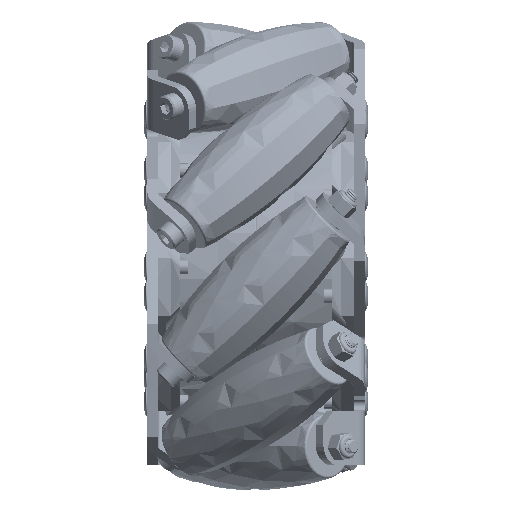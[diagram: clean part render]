
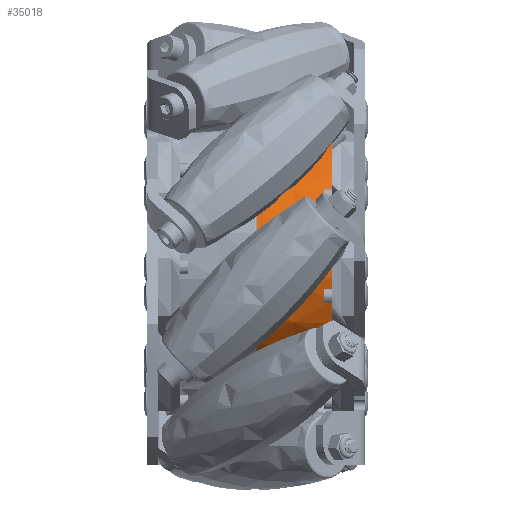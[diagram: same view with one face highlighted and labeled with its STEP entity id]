
A CAD part, front view. The second image highlights one B-rep face of the part: STEP entity #35018.
In plain terms, the highlighted conical face has half-angle 1 degrees and reference radius 28.575 mm.
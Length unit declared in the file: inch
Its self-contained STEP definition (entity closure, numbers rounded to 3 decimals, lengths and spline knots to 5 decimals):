
#2291 = DIRECTION ( 'NONE',  ( -1., 0., 0. ) ) ;
#2391 = CARTESIAN_POINT ( 'NONE',  ( 0.838, 0., -1.125 ) ) ;
#3129 = CARTESIAN_POINT ( 'NONE',  ( 0.19241, 0., 1.13627 ) ) ;
#3136 = ORIENTED_EDGE ( 'NONE', *, *, #28190, .T. ) ;
#3961 = LINE ( 'NONE', #2391, #18598 ) ;
#5352 = CARTESIAN_POINT ( 'NONE',  ( 0.83309, 0., 1.12509 ) ) ;
#7223 = ORIENTED_EDGE ( 'NONE', *, *, #22371, .T. ) ;
#8769 = CARTESIAN_POINT ( 'NONE',  ( 0.838, 0., 1.125 ) ) ;
#11110 = DIRECTION ( 'NONE',  ( 0., 0., -1. ) ) ;
#11714 = DIRECTION ( 'NONE',  ( -1., 0., 0.017 ) ) ;
#12026 = CARTESIAN_POINT ( 'NONE',  ( 0.83309, 0., 0. ) ) ;
#12256 = DIRECTION ( 'NONE',  ( 1., 0., 0. ) ) ;
#12418 = CARTESIAN_POINT ( 'NONE',  ( 0.19241, 0., -1.13627 ) ) ;
#12673 = AXIS2_PLACEMENT_3D ( 'NONE', #28833, #2291, #11110 ) ;
#13346 = VERTEX_POINT ( 'NONE', #3129 ) ;
#14572 = EDGE_LOOP ( 'NONE', ( #3136, #37401, #7223, #32828 ) ) ;
#14955 = DIRECTION ( 'NONE',  ( 0., 0., 1. ) ) ;
#16277 = VERTEX_POINT ( 'NONE', #38045 ) ;
#17644 = CONICAL_SURFACE ( 'NONE', #12673, 1.125, 0.017 ) ;
#18339 = AXIS2_PLACEMENT_3D ( 'NONE', #12026, #32681, #14955 ) ;
#18389 = AXIS2_PLACEMENT_3D ( 'NONE', #29978, #12256, #32915 ) ;
#18598 = VECTOR ( 'NONE', #28921, 39.37008 ) ;
#20491 = VERTEX_POINT ( 'NONE', #5352 ) ;
#22002 = VECTOR ( 'NONE', #11714, 39.37008 ) ;
#22371 = EDGE_CURVE ( 'NONE', #13346, #32599, #33525, .T. ) ;
#22940 = LINE ( 'NONE', #8769, #22002 ) ;
#26492 = FACE_OUTER_BOUND ( 'NONE', #14572, .T. ) ;
#28190 = EDGE_CURVE ( 'NONE', #16277, #20491, #30497, .T. ) ;
#28833 = CARTESIAN_POINT ( 'NONE',  ( 0.838, 0., 0. ) ) ;
#28921 = DIRECTION ( 'NONE',  ( -1., 0., -0.017 ) ) ;
#29978 = CARTESIAN_POINT ( 'NONE',  ( 0.19241, 0., 0. ) ) ;
#30497 = CIRCLE ( 'NONE', #18339, 1.12509 ) ;
#30524 = EDGE_CURVE ( 'NONE', #20491, #13346, #22940, .T. ) ;
#32599 = VERTEX_POINT ( 'NONE', #12418 ) ;
#32681 = DIRECTION ( 'NONE',  ( -1., 0., 0. ) ) ;
#32828 = ORIENTED_EDGE ( 'NONE', *, *, #33431, .F. ) ;
#32915 = DIRECTION ( 'NONE',  ( 0., 0., -1. ) ) ;
#33431 = EDGE_CURVE ( 'NONE', #16277, #32599, #3961, .T. ) ;
#33525 = CIRCLE ( 'NONE', #18389, 1.13627 ) ;
#35018 = ADVANCED_FACE ( 'NONE', ( #26492 ), #17644, .T. ) ;
#37401 = ORIENTED_EDGE ( 'NONE', *, *, #30524, .T. ) ;
#38045 = CARTESIAN_POINT ( 'NONE',  ( 0.83309, 0., -1.12509 ) ) ;
